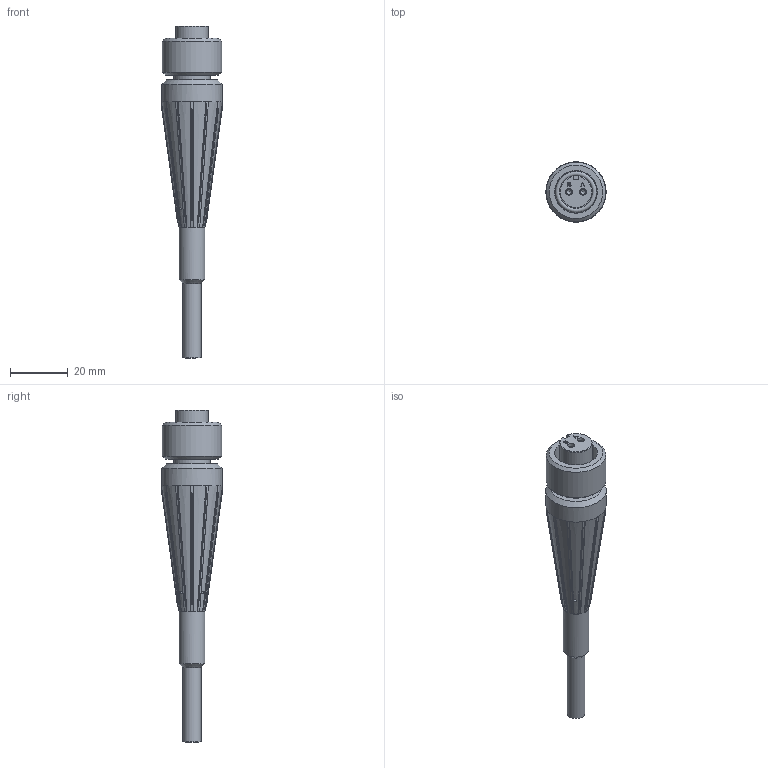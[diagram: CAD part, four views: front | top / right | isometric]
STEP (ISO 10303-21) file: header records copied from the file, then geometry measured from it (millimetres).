
FILE_DESCRIPTION(/* description */ (''),/* implementation_level */ '2;1');
FILE_NAME(/* name */ 'K2C.stp',/* time_stamp */ '2017-05-04T15:14:15-04:00',/* author */ ('aneininger'),/* organization */ ('CONNECTION TECHNOLOGY CENTER'),/* preprocessor_version */ 'ST-DEVELOPER v16.5',/* originating_system */ 'Autodesk Inventor 2017',/* authorisation */ '');
FILE_SCHEMA (('AUTOMOTIVE_DESIGN { 1 0 10303 214 3 1 1 }'));
Length unit declared in the file: inch
Products named in the file (1): Part2
Bounding box: 20.83 x 20.83 x 114.63 mm (x, y, z)
Volume: 16438.4 mm3; surface area: 6900.1 mm2
Topology: 1 solids, 1 shells, 394 faces, 873 edges, 562 vertices
Faces by surface type: plane 222, cylinder 109, bspline 37, cone 20, torus 6
Full cylindrical faces by diameter (mm): 0.127 x19, 0.203 x38, 0.762 x3, 1.727 x2, 2.286 x2, 3.353 x1, 3.988 x1, 4.115 x1, 4.142 x1, 4.267 x1, 6.223 x1, 8.89 x1, 12.649 x1, 12.827 x1, 14.605 x1, 14.732 x1, 15.875 x1, 20.574 x1, 20.828 x1
Entity records: 11719 total; most frequent: CARTESIAN_POINT 2949, DIRECTION 1731, ORIENTED_EDGE 1542, EDGE_CURVE 766, AXIS2_PLACEMENT_3D 712, EDGE_LOOP 566, VERTEX_POINT 546, FACE_OUTER_BOUND 394
